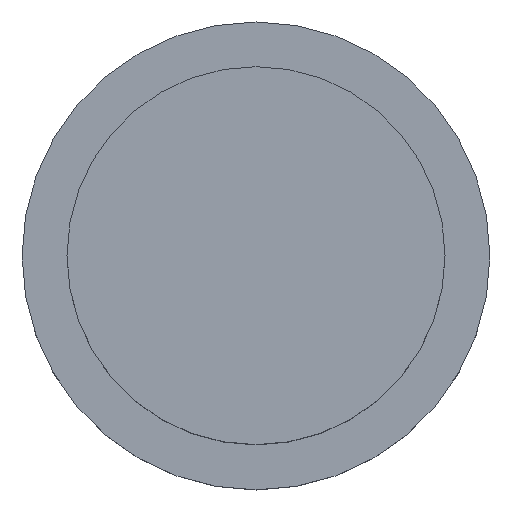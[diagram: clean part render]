
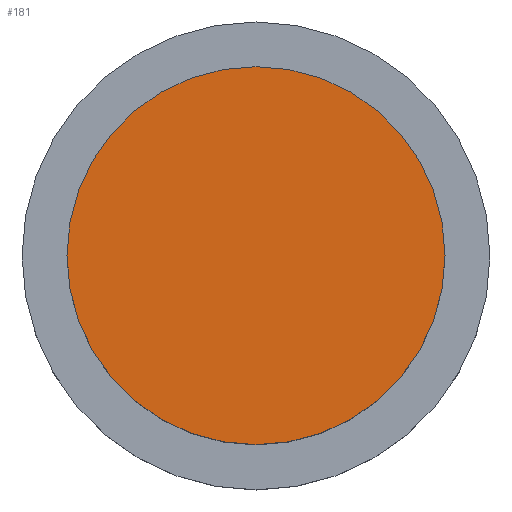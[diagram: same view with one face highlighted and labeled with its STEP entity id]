
A CAD part, top view. The second image highlights one B-rep face of the part: STEP entity #181.
In plain terms, the highlighted free-form (B-spline) face has degree [1, 1] with [2, 2] control points.
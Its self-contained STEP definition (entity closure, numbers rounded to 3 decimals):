
#23=B_SPLINE_SURFACE_WITH_KNOTS('',1,1,((#339,#340),(#341,#342)),
 .PLANE_SURF.,.F.,.F.,.F.,(2,2),(2,2),(0.044,0.958),
(0.043,0.955),.PIECEWISE_BEZIER_KNOTS.);
#64=ORIENTED_EDGE('',*,*,#99,.T.);
#65=ORIENTED_EDGE('',*,*,#80,.T.);
#80=EDGE_CURVE('',#104,#105,#120,.T.);
#99=EDGE_CURVE('',#105,#104,#132,.T.);
#104=VERTEX_POINT('',#257);
#105=VERTEX_POINT('',#258);
#120=CIRCLE('',#199,5.05);
#132=CIRCLE('',#211,5.05);
#145=EDGE_LOOP('',(#64,#65));
#161=FACE_BOUND('',#145,.T.);
#181=ADVANCED_FACE('',(#161),#23,.T.);
#199=AXIS2_PLACEMENT_3D('',#256,#215,#216);
#211=AXIS2_PLACEMENT_3D('',#343,#240,#241);
#215=DIRECTION('',(0.,0.,1.));
#216=DIRECTION('',(0.,-1.,0.));
#240=DIRECTION('',(0.,0.,1.));
#241=DIRECTION('',(0.,-1.,0.));
#256=CARTESIAN_POINT('',(29.093,-3.562,4.));
#257=CARTESIAN_POINT('',(29.093,-8.612,4.));
#258=CARTESIAN_POINT('',(29.093,1.488,4.));
#339=CARTESIAN_POINT('',(34.221,1.579,4.));
#340=CARTESIAN_POINT('',(34.221,-8.673,4.));
#341=CARTESIAN_POINT('',(23.943,1.579,4.));
#342=CARTESIAN_POINT('',(23.943,-8.673,4.));
#343=CARTESIAN_POINT('',(29.093,-3.562,4.));
